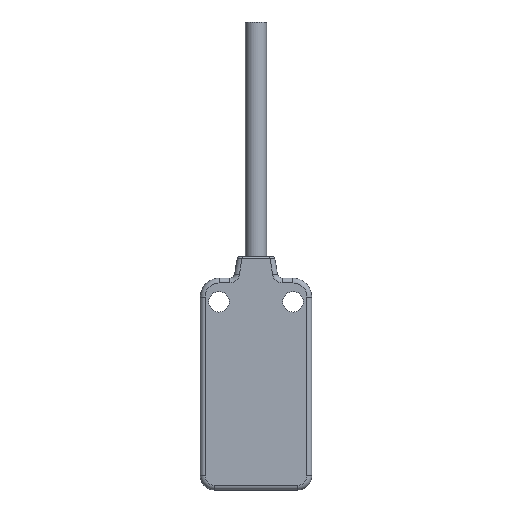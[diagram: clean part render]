
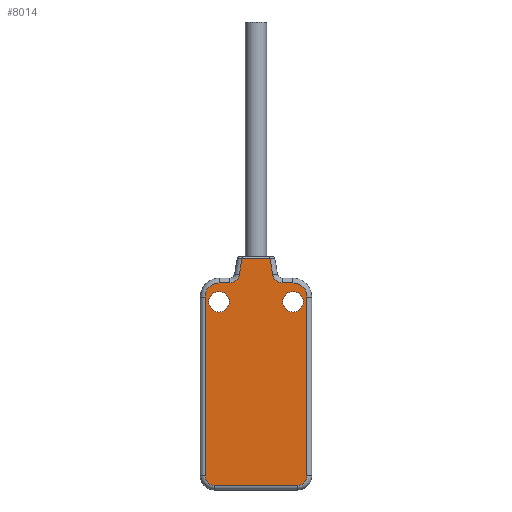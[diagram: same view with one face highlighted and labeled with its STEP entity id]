
A CAD part, front view. The second image highlights one B-rep face of the part: STEP entity #8014.
In plain terms, the highlighted planar face has unit normal (0, -1, 0).
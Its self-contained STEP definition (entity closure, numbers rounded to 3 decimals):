
#1=CARTESIAN_POINT('',(2.007,0.,-2.54));
#2=DIRECTION('',(0.,1.,0.));
#3=DIRECTION('',(1.,0.,0.));
#4=AXIS2_PLACEMENT_3D('',#1,#2,#3);
#6=CARTESIAN_POINT('',(2.007,0.,-2.54));
#7=DIRECTION('',(0.,1.,0.));
#8=DIRECTION('',(-1.,0.,0.));
#9=AXIS2_PLACEMENT_3D('',#6,#7,#8);
#11=CARTESIAN_POINT('',(9.982,0.,-2.54));
#12=DIRECTION('',(0.,1.,0.));
#13=DIRECTION('',(1.,0.,0.));
#14=AXIS2_PLACEMENT_3D('',#11,#12,#13);
#16=CARTESIAN_POINT('',(9.982,0.,-2.54));
#17=DIRECTION('',(0.,1.,0.));
#18=DIRECTION('',(-1.,0.,0.));
#19=AXIS2_PLACEMENT_3D('',#16,#17,#18);
#25=DIRECTION('',(1.,0.,0.));
#26=VECTOR('',#25,3.009);
#27=CARTESIAN_POINT('',(4.49,0.,2.083));
#28=LINE('',#27,#26);
#113=CARTESIAN_POINT('',(3.181,0.,0.508));
#114=DIRECTION('',(0.,1.,0.));
#115=DIRECTION('',(0.985,0.,-0.174));
#116=AXIS2_PLACEMENT_3D('',#113,#114,#115);
#128=DIRECTION('',(-1.,0.,0.));
#129=VECTOR('',#128,1.149);
#130=CARTESIAN_POINT('',(3.181,0.,-0.508));
#131=LINE('',#130,#129);
#141=CARTESIAN_POINT('',(2.032,0.,-2.032));
#142=DIRECTION('',(0.,-1.,0.));
#143=DIRECTION('',(0.,0.,1.));
#144=AXIS2_PLACEMENT_3D('',#141,#142,#143);
#156=DIRECTION('',(0.,0.,-1.));
#157=VECTOR('',#156,19.253);
#158=CARTESIAN_POINT('',(0.508,0.,-2.032));
#159=LINE('',#158,#157);
#169=CARTESIAN_POINT('',(1.524,0.,-21.285));
#170=DIRECTION('',(0.,-1.,0.));
#171=DIRECTION('',(-1.,0.,0.));
#172=AXIS2_PLACEMENT_3D('',#169,#170,#171);
#184=DIRECTION('',(1.,0.,0.));
#185=VECTOR('',#184,8.941);
#186=CARTESIAN_POINT('',(1.524,0.,-22.301));
#187=LINE('',#186,#185);
#197=CARTESIAN_POINT('',(10.465,0.,-21.285));
#198=DIRECTION('',(0.,-1.,0.));
#199=DIRECTION('',(0.,0.,-1.));
#200=AXIS2_PLACEMENT_3D('',#197,#198,#199);
#212=DIRECTION('',(0.,0.,1.));
#213=VECTOR('',#212,19.253);
#214=CARTESIAN_POINT('',(11.481,0.,-21.285));
#215=LINE('',#214,#213);
#225=CARTESIAN_POINT('',(9.957,0.,-2.032));
#226=DIRECTION('',(0.,-1.,0.));
#227=DIRECTION('',(1.,0.,0.));
#228=AXIS2_PLACEMENT_3D('',#225,#226,#227);
#240=DIRECTION('',(-1.,0.,0.));
#241=VECTOR('',#240,1.149);
#242=CARTESIAN_POINT('',(9.957,0.,-0.508));
#243=LINE('',#242,#241);
#253=CARTESIAN_POINT('',(8.808,0.,0.508));
#254=DIRECTION('',(0.,1.,0.));
#255=DIRECTION('',(0.,0.,-1.));
#256=AXIS2_PLACEMENT_3D('',#253,#254,#255);
#277=DIRECTION('',(-0.174,0.,0.985));
#278=VECTOR('',#277,1.778);
#279=CARTESIAN_POINT('',(7.808,0.,0.332));
#280=LINE('',#279,#278);
#6849=DIRECTION('',(-0.174,0.,-0.985));
#6850=VECTOR('',#6849,1.778);
#6851=CARTESIAN_POINT('',(4.49,0.,2.083));
#6852=LINE('',#6851,#6850);
#6889=CARTESIAN_POINT('',(4.49,0.,2.083));
#6924=CARTESIAN_POINT('',(3.112,0.,-2.54));
#6925=CARTESIAN_POINT('',(0.902,0.,-2.54));
#6926=VERTEX_POINT('',#6924);
#6927=VERTEX_POINT('',#6925);
#6928=CARTESIAN_POINT('',(11.087,0.,-2.54));
#6929=CARTESIAN_POINT('',(8.877,0.,-2.54));
#6930=VERTEX_POINT('',#6928);
#6931=VERTEX_POINT('',#6929);
#6940=CARTESIAN_POINT('',(8.808,0.,-0.508));
#6941=CARTESIAN_POINT('',(7.808,0.,0.332));
#6942=VERTEX_POINT('',#6940);
#6943=VERTEX_POINT('',#6941);
#6948=CARTESIAN_POINT('',(9.957,0.,-0.508));
#6949=VERTEX_POINT('',#6948);
#6952=CARTESIAN_POINT('',(11.481,0.,-2.032));
#6953=VERTEX_POINT('',#6952);
#6956=CARTESIAN_POINT('',(11.481,0.,-21.285));
#6957=VERTEX_POINT('',#6956);
#6960=CARTESIAN_POINT('',(10.465,0.,-22.301));
#6961=VERTEX_POINT('',#6960);
#6964=CARTESIAN_POINT('',(1.524,0.,-22.301));
#6965=VERTEX_POINT('',#6964);
#6968=CARTESIAN_POINT('',(0.508,0.,-21.285));
#6969=VERTEX_POINT('',#6968);
#6972=CARTESIAN_POINT('',(0.508,0.,-2.032));
#6973=VERTEX_POINT('',#6972);
#6976=CARTESIAN_POINT('',(2.032,0.,-0.508));
#6977=VERTEX_POINT('',#6976);
#6980=CARTESIAN_POINT('',(3.181,0.,-0.508));
#6981=VERTEX_POINT('',#6980);
#6984=CARTESIAN_POINT('',(4.181,0.,0.332));
#6985=VERTEX_POINT('',#6984);
#6991=VERTEX_POINT('',#6889);
#6994=CARTESIAN_POINT('',(7.499,0.,2.083));
#6995=VERTEX_POINT('',#6994);
#7967=CARTESIAN_POINT('',(0.,0.,0.));
#7968=DIRECTION('',(0.,1.,0.));
#7969=DIRECTION('',(1.,0.,0.));
#7970=AXIS2_PLACEMENT_3D('',#7967,#7968,#7969);
#7971=PLANE('',#7970);
#7973=ORIENTED_EDGE('',*,*,#7972,.T.);
#7975=ORIENTED_EDGE('',*,*,#7974,.F.);
#7977=ORIENTED_EDGE('',*,*,#7976,.F.);
#7979=ORIENTED_EDGE('',*,*,#7978,.F.);
#7981=ORIENTED_EDGE('',*,*,#7980,.F.);
#7983=ORIENTED_EDGE('',*,*,#7982,.F.);
#7985=ORIENTED_EDGE('',*,*,#7984,.F.);
#7987=ORIENTED_EDGE('',*,*,#7986,.F.);
#7989=ORIENTED_EDGE('',*,*,#7988,.F.);
#7991=ORIENTED_EDGE('',*,*,#7990,.F.);
#7993=ORIENTED_EDGE('',*,*,#7992,.F.);
#7995=ORIENTED_EDGE('',*,*,#7994,.F.);
#7997=ORIENTED_EDGE('',*,*,#7996,.F.);
#7999=ORIENTED_EDGE('',*,*,#7998,.F.);
#8000=EDGE_LOOP('',(#7973,#7975,#7977,#7979,#7981,#7983,#7985,#7987,#7989,#7991,
#7993,#7995,#7997,#7999));
#8001=FACE_OUTER_BOUND('',#8000,.F.);
#8003=ORIENTED_EDGE('',*,*,#8002,.F.);
#8005=ORIENTED_EDGE('',*,*,#8004,.F.);
#8006=EDGE_LOOP('',(#8003,#8005));
#8007=FACE_BOUND('',#8006,.F.);
#8009=ORIENTED_EDGE('',*,*,#8008,.F.);
#8011=ORIENTED_EDGE('',*,*,#8010,.F.);
#8012=EDGE_LOOP('',(#8009,#8011));
#8013=FACE_BOUND('',#8012,.F.);
#8014=ADVANCED_FACE('',(#8001,#8007,#8013),#7971,.F.);
#5=CIRCLE('',#4,1.105);
#10=CIRCLE('',#9,1.105);
#15=CIRCLE('',#14,1.105);
#20=CIRCLE('',#19,1.105);
#117=CIRCLE('',#116,1.016);
#145=CIRCLE('',#144,1.524);
#173=CIRCLE('',#172,1.016);
#201=CIRCLE('',#200,1.016);
#229=CIRCLE('',#228,1.524);
#257=CIRCLE('',#256,1.016);
#7972=EDGE_CURVE('',#6991,#6995,#28,.T.);
#7974=EDGE_CURVE('',#6943,#6995,#280,.T.);
#7976=EDGE_CURVE('',#6942,#6943,#257,.T.);
#7978=EDGE_CURVE('',#6949,#6942,#243,.T.);
#7980=EDGE_CURVE('',#6953,#6949,#229,.T.);
#7982=EDGE_CURVE('',#6957,#6953,#215,.T.);
#7984=EDGE_CURVE('',#6961,#6957,#201,.T.);
#7986=EDGE_CURVE('',#6965,#6961,#187,.T.);
#7988=EDGE_CURVE('',#6969,#6965,#173,.T.);
#7990=EDGE_CURVE('',#6973,#6969,#159,.T.);
#7992=EDGE_CURVE('',#6977,#6973,#145,.T.);
#7994=EDGE_CURVE('',#6981,#6977,#131,.T.);
#7996=EDGE_CURVE('',#6985,#6981,#117,.T.);
#7998=EDGE_CURVE('',#6991,#6985,#6852,.T.);
#8002=EDGE_CURVE('',#6926,#6927,#5,.T.);
#8004=EDGE_CURVE('',#6927,#6926,#10,.T.);
#8008=EDGE_CURVE('',#6930,#6931,#15,.T.);
#8010=EDGE_CURVE('',#6931,#6930,#20,.T.);
